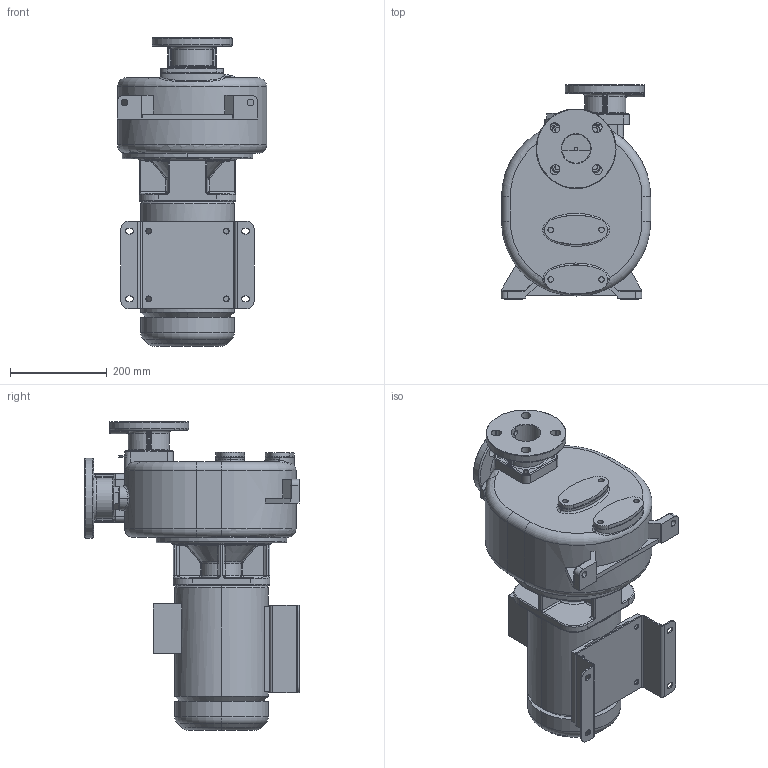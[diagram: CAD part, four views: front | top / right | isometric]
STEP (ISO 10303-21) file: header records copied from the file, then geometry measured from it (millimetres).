
FILE_DESCRIPTION((''),'2;1');
FILE_NAME('S_65_T_F','2017-09-20T13:54:27',('Nicola'),(''),'CREO PARAMETRIC BY PTC INC, 2017110','CREO PARAMETRIC BY PTC INC, 2017110','');
FILE_SCHEMA(('CONFIG_CONTROL_DESIGN'));
Products named in the file (1): S_65_T_F
Bounding box: 308.5 x 442 x 637.5 mm (x, y, z)
Volume: 27380339.4 mm3; surface area: 1050169.9 mm2
Topology: 1 solids, 1 shells, 835 faces, 1979 edges, 1174 vertices
Faces by surface type: cylinder 303, plane 234, bspline 156, torus 86, cone 32, sphere 20, extrusion 4
Entity records: 41164 total; most frequent: CARTESIAN_POINT 22712, ORIENTED_EDGE 3942, DIRECTION 3766, EDGE_CURVE 1971, AXIS2_PLACEMENT_3D 1528, VERTEX_POINT 1174, EDGE_LOOP 913, CIRCLE 849
